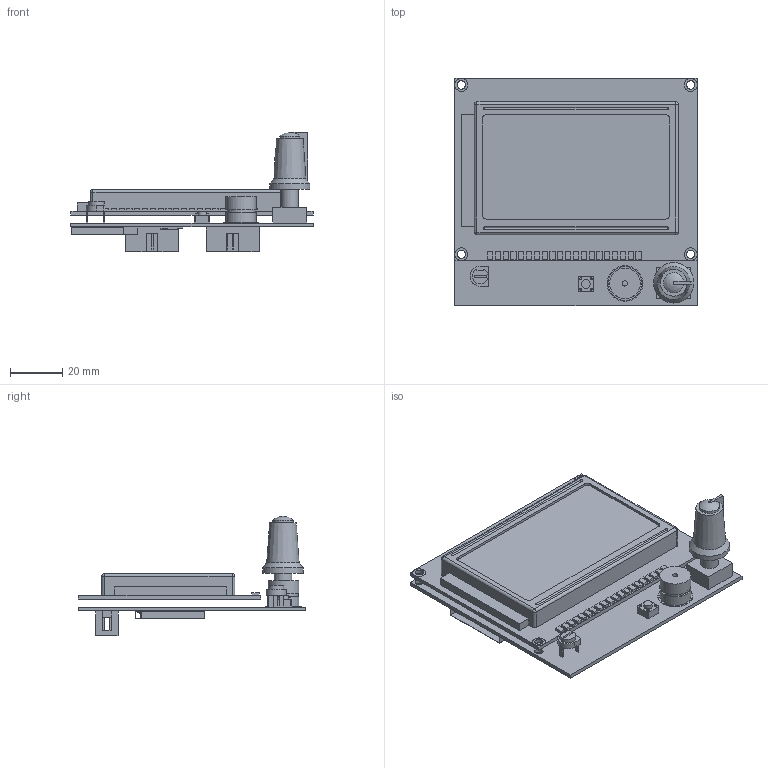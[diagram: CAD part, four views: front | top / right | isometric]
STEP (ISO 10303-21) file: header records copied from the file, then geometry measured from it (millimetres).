
FILE_DESCRIPTION(/* description */ (''),/* implementation_level */ '2;1');
FILE_NAME(/* name */ 'Display Controlador LCD Ramps 1.4.stp',/* time_stamp */ '2019-05-26T22:18:13-03:00',/* author */ ('Adebott Projetos'),/* organization */ (''),/* preprocessor_version */ 'ST-DEVELOPER v16.1',/* originating_system */ 'Autodesk Inventor 2016',/* authorisation */ '');
FILE_SCHEMA (('CONFIG_CONTROL_DESIGN'));
Length unit declared in the file: millimetre
Products named in the file (1): Display Controlador LCD Ramps 1.4
Bounding box: 93 x 87.2 x 45.8 mm (x, y, z)
Volume: 59794.2 mm3; surface area: 38582.1 mm2
Topology: 2 solids, 2 shells, 500 faces, 1286 edges, 842 vertices
Faces by surface type: plane 436, cylinder 53, sphere 9, cone 2
Full cylindrical faces by diameter (mm): 0.8 x4, 2 x1, 3.2 x8, 3.3 x1, 5 x4, 6.8 x1, 11 x1, 11.8 x2, 13 x1, 13.6 x1, 15.5 x1
Entity records: 15230 total; most frequent: CARTESIAN_POINT 2596, ORIENTED_EDGE 2494, DIRECTION 2369, EDGE_CURVE 1247, LINE 1119, VECTOR 1119, VERTEX_POINT 836, AXIS2_PLACEMENT_3D 625
